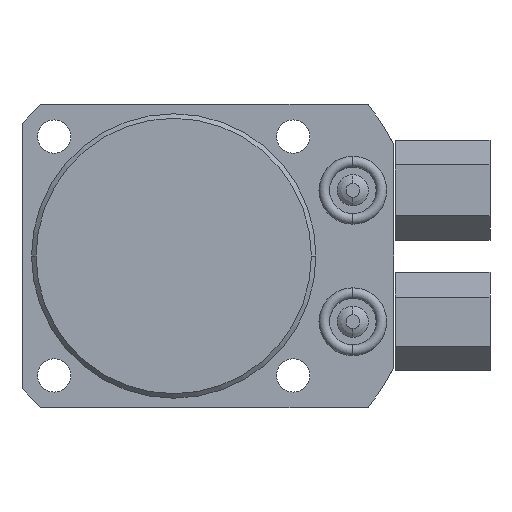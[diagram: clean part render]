
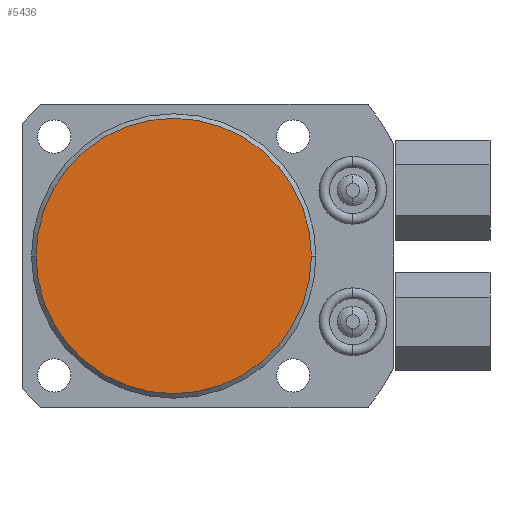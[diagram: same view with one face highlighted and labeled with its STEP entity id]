
A CAD part, front view. The second image highlights one B-rep face of the part: STEP entity #5436.
In plain terms, the highlighted planar face has unit normal (0, -1, 0).
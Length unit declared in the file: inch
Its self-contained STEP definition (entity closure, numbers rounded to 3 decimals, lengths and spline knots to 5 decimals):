
#1043=CARTESIAN_POINT('',(0.,-1.875,0.));
#1044=DIRECTION('',(0.,-1.,0.));
#1045=DIRECTION('',(1.,0.,0.));
#1046=AXIS2_PLACEMENT_3D('',#1043,#1044,#1045);
#1053=CARTESIAN_POINT('',(0.,-1.875,0.));
#1054=DIRECTION('',(0.,-1.,0.));
#1055=DIRECTION('',(-1.,0.,0.));
#1056=AXIS2_PLACEMENT_3D('',#1053,#1054,#1055);
#3784=CARTESIAN_POINT('',(0.9075,-1.875,0.));
#3785=CARTESIAN_POINT('',(-0.9075,-1.875,0.));
#3786=VERTEX_POINT('',#3784);
#3787=VERTEX_POINT('',#3785);
#5426=CARTESIAN_POINT('',(0.,-1.875,0.));
#5427=DIRECTION('',(0.,1.,0.));
#5428=DIRECTION('',(1.,0.,0.));
#5429=AXIS2_PLACEMENT_3D('',#5426,#5427,#5428);
#5430=PLANE('',#5429);
#5432=ORIENTED_EDGE('',*,*,#5431,.F.);
#5433=ORIENTED_EDGE('',*,*,#5416,.F.);
#5434=EDGE_LOOP('',(#5432,#5433));
#5435=FACE_OUTER_BOUND('',#5434,.F.);
#5436=ADVANCED_FACE('',(#5435),#5430,.F.);
#1047=CIRCLE('',#1046,0.9075);
#1057=CIRCLE('',#1056,0.9075);
#5416=EDGE_CURVE('',#3786,#3787,#1047,.T.);
#5431=EDGE_CURVE('',#3787,#3786,#1057,.T.);
